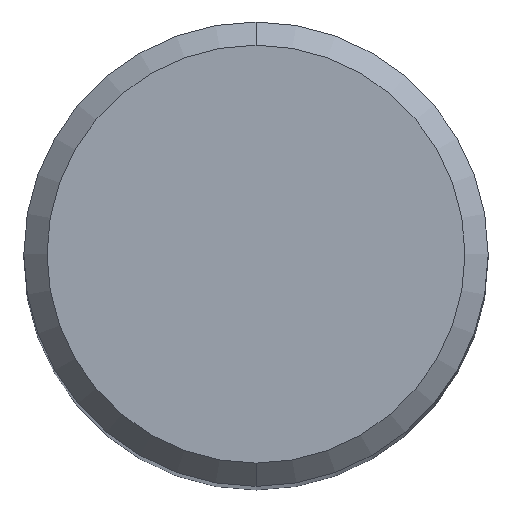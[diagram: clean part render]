
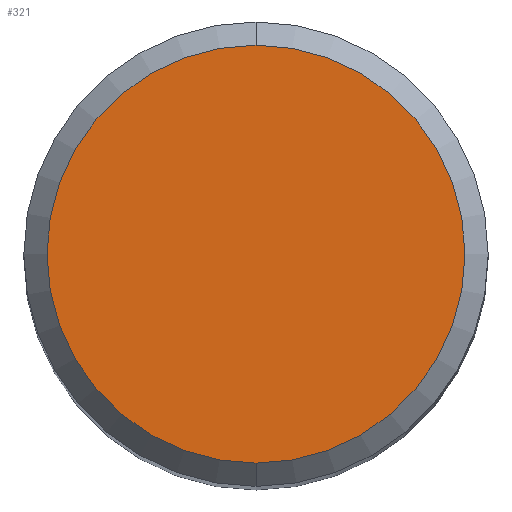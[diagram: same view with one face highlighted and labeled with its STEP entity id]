
A CAD part, top view. The second image highlights one B-rep face of the part: STEP entity #321.
In plain terms, the highlighted planar face has unit normal (0, 0, 1).
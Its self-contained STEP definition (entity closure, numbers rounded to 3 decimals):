
#241=VERTEX_POINT('',#557);
#321=ADVANCED_FACE('',(#647),#648,.T.);
#341=EDGE_CURVE('',#241,#453,#669,.T.);
#421=EDGE_CURVE('',#453,#241,#755,.T.);
#453=VERTEX_POINT('',#789);
#557=CARTESIAN_POINT('',(0.,-3.6,0.0));
#647=FACE_OUTER_BOUND('',#1146,.T.);
#648=PLANE('',#1147);
#669=CIRCLE('',#1203,3.6);
#755=CIRCLE('',#1355,3.6);
#789=CARTESIAN_POINT('',(0.0,3.6,0.0));
#1146=EDGE_LOOP('',(#1663,#1664));
#1147=AXIS2_PLACEMENT_3D('',#1665,#1666,#1667);
#1203=AXIS2_PLACEMENT_3D('',#1684,#1685,#1686);
#1355=AXIS2_PLACEMENT_3D('',#1769,#1770,#1771);
#1663=ORIENTED_EDGE('',*,*,#421,.F.);
#1664=ORIENTED_EDGE('',*,*,#341,.F.);
#1665=CARTESIAN_POINT('',(0.0,1.8,0.0));
#1666=DIRECTION('',(-0.0,0.0,1.0));
#1667=DIRECTION('',(0.0,-1.0,0.0));
#1684=CARTESIAN_POINT('',(0.0,0.0,0.0));
#1685=DIRECTION('',(0.0,0.0,-1.0));
#1686=DIRECTION('',(0.0,1.0,0.0));
#1769=CARTESIAN_POINT('',(0.0,0.0,0.0));
#1770=DIRECTION('',(0.0,0.0,-1.0));
#1771=DIRECTION('',(0.0,1.0,0.0));
